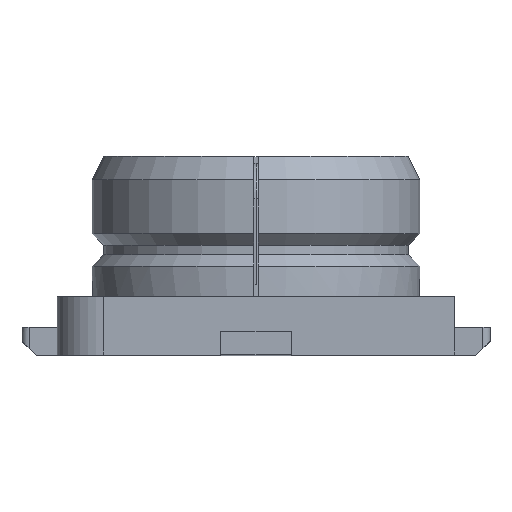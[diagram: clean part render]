
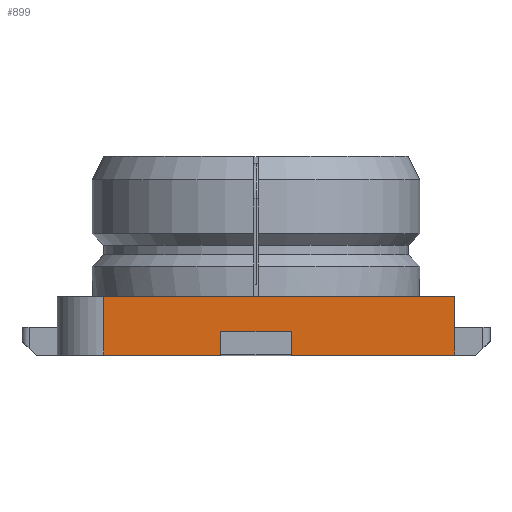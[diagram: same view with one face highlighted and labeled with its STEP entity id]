
A CAD part, top view. The second image highlights one B-rep face of the part: STEP entity #899.
In plain terms, the highlighted planar face has unit normal (0, 0, 1).
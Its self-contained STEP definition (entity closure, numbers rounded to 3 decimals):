
#33 = LINE ( 'NONE', #1651, #1953 ) ;
#72 = VERTEX_POINT ( 'NONE', #2384 ) ;
#79 = LINE ( 'NONE', #633, #1009 ) ;
#98 = LINE ( 'NONE', #2417, #712 ) ;
#110 = VECTOR ( 'NONE', #721, 1000. ) ;
#134 = EDGE_CURVE ( 'NONE', #553, #72, #33, .T. ) ;
#145 = CARTESIAN_POINT ( 'NONE',  ( 0.15, 0., 0.85 ) ) ;
#170 = VERTEX_POINT ( 'NONE', #2108 ) ;
#240 = PLANE ( 'NONE',  #1895 ) ;
#296 = VECTOR ( 'NONE', #2019, 1000. ) ;
#323 = VERTEX_POINT ( 'NONE', #2017 ) ;
#388 = VECTOR ( 'NONE', #672, 1000. ) ;
#401 = CARTESIAN_POINT ( 'NONE',  ( -0.65, 0.25, 0.85 ) ) ;
#402 = ORIENTED_EDGE ( 'NONE', *, *, #2260, .T. ) ;
#553 = VERTEX_POINT ( 'NONE', #2023 ) ;
#600 = CARTESIAN_POINT ( 'NONE',  ( 0.15, 0.25, 0.85 ) ) ;
#632 = LINE ( 'NONE', #1982, #296 ) ;
#633 = CARTESIAN_POINT ( 'NONE',  ( -0.85, 0.25, 0.85 ) ) ;
#643 = ORIENTED_EDGE ( 'NONE', *, *, #1181, .F. ) ;
#672 = DIRECTION ( 'NONE',  ( -1., 0., 0. ) ) ;
#704 = FACE_OUTER_BOUND ( 'NONE', #2195, .T. ) ;
#712 = VECTOR ( 'NONE', #2373, 1000. ) ;
#721 = DIRECTION ( 'NONE',  ( 0., -1., 0. ) ) ;
#726 = CARTESIAN_POINT ( 'NONE',  ( 0.85, 0.25, 0.85 ) ) ;
#813 = VERTEX_POINT ( 'NONE', #145 ) ;
#824 = LINE ( 'NONE', #1016, #388 ) ;
#838 = DIRECTION ( 'NONE',  ( 0., -1., 0. ) ) ;
#842 = ORIENTED_EDGE ( 'NONE', *, *, #1680, .T. ) ;
#844 = ORIENTED_EDGE ( 'NONE', *, *, #898, .T. ) ;
#898 = EDGE_CURVE ( 'NONE', #2320, #170, #1111, .T. ) ;
#899 = ADVANCED_FACE ( 'NONE', ( #704 ), #240, .T. ) ;
#902 = DIRECTION ( 'NONE',  ( -1., 0., 0. ) ) ;
#908 = LINE ( 'NONE', #726, #110 ) ;
#961 = DIRECTION ( 'NONE',  ( 0., 1., 0. ) ) ;
#1009 = VECTOR ( 'NONE', #902, 1000. ) ;
#1016 = CARTESIAN_POINT ( 'NONE',  ( -0.85, 0., 0.85 ) ) ;
#1018 = VERTEX_POINT ( 'NONE', #2093 ) ;
#1111 = LINE ( 'NONE', #401, #1625 ) ;
#1181 = EDGE_CURVE ( 'NONE', #1018, #170, #824, .T. ) ;
#1188 = ORIENTED_EDGE ( 'NONE', *, *, #2113, .F. ) ;
#1270 = ORIENTED_EDGE ( 'NONE', *, *, #134, .F. ) ;
#1367 = CARTESIAN_POINT ( 'NONE',  ( 0.85, 0.25, 0.85 ) ) ;
#1396 = VECTOR ( 'NONE', #838, 1000. ) ;
#1476 = VERTEX_POINT ( 'NONE', #1367 ) ;
#1625 = VECTOR ( 'NONE', #1944, 1000. ) ;
#1628 = EDGE_CURVE ( 'NONE', #1476, #2320, #79, .T. ) ;
#1651 = CARTESIAN_POINT ( 'NONE',  ( -0.85, 0.1, 0.85 ) ) ;
#1667 = ORIENTED_EDGE ( 'NONE', *, *, #1628, .T. ) ;
#1680 = EDGE_CURVE ( 'NONE', #553, #813, #1924, .T. ) ;
#1767 = DIRECTION ( 'NONE',  ( -1., 0., 0. ) ) ;
#1856 = CARTESIAN_POINT ( 'NONE',  ( -0.65, 0.25, 0.85 ) ) ;
#1895 = AXIS2_PLACEMENT_3D ( 'NONE', #1985, #2324, #961 ) ;
#1924 = LINE ( 'NONE', #600, #1396 ) ;
#1944 = DIRECTION ( 'NONE',  ( 0., -1., 0. ) ) ;
#1953 = VECTOR ( 'NONE', #1767, 1000. ) ;
#1982 = CARTESIAN_POINT ( 'NONE',  ( -0.15, 0.25, 0.85 ) ) ;
#1985 = CARTESIAN_POINT ( 'NONE',  ( -0.85, 0.25, 0.85 ) ) ;
#2017 = CARTESIAN_POINT ( 'NONE',  ( 0.85, 0., 0.85 ) ) ;
#2019 = DIRECTION ( 'NONE',  ( 0., 1., 0. ) ) ;
#2023 = CARTESIAN_POINT ( 'NONE',  ( 0.15, 0.1, 0.85 ) ) ;
#2029 = EDGE_CURVE ( 'NONE', #1476, #323, #908, .T. ) ;
#2093 = CARTESIAN_POINT ( 'NONE',  ( -0.15, 0., 0.85 ) ) ;
#2108 = CARTESIAN_POINT ( 'NONE',  ( -0.65, 0., 0.85 ) ) ;
#2113 = EDGE_CURVE ( 'NONE', #323, #813, #98, .T. ) ;
#2195 = EDGE_LOOP ( 'NONE', ( #1188, #2300, #1667, #844, #643, #402, #1270, #842 ) ) ;
#2260 = EDGE_CURVE ( 'NONE', #1018, #72, #632, .T. ) ;
#2300 = ORIENTED_EDGE ( 'NONE', *, *, #2029, .F. ) ;
#2320 = VERTEX_POINT ( 'NONE', #1856 ) ;
#2324 = DIRECTION ( 'NONE',  ( 0., 0., 1. ) ) ;
#2373 = DIRECTION ( 'NONE',  ( -1., 0., 0. ) ) ;
#2384 = CARTESIAN_POINT ( 'NONE',  ( -0.15, 0.1, 0.85 ) ) ;
#2417 = CARTESIAN_POINT ( 'NONE',  ( -0.85, 0., 0.85 ) ) ;
